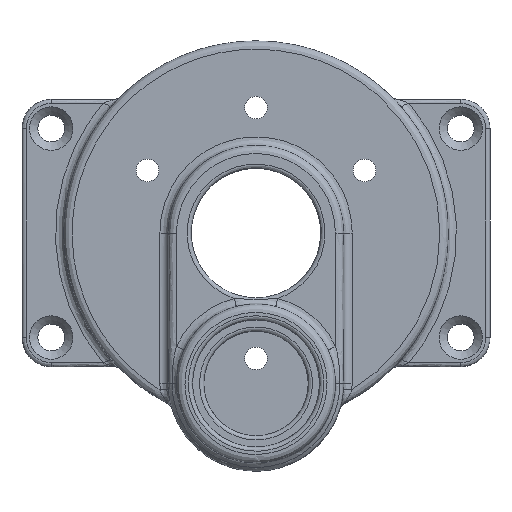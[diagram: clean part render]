
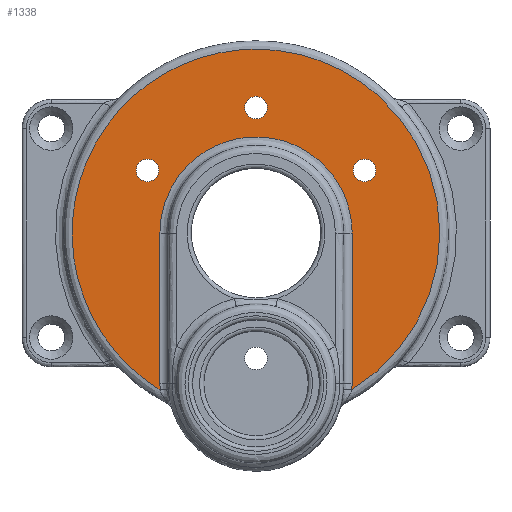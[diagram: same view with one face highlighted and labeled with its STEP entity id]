
A CAD part, left-side view. The second image highlights one B-rep face of the part: STEP entity #1338.
In plain terms, the highlighted planar face has unit normal (-1, 0, 0).
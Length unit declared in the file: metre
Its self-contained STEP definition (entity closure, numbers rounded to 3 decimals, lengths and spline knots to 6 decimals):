
#155=B_SPLINE_CURVE_WITH_KNOTS('',3,(#2157,#2158,#2159,#2160),
 .UNSPECIFIED.,.F.,.F.,(4,4),(0.,1.),.UNSPECIFIED.);
#156=B_SPLINE_CURVE_WITH_KNOTS('',3,(#2163,#2164,#2165,#2166),
 .UNSPECIFIED.,.F.,.F.,(4,4),(0.,0.999571),.UNSPECIFIED.);
#157=B_SPLINE_CURVE_WITH_KNOTS('',3,(#2168,#2169,#2170,#2171,#2172,#2173,
#2174,#2175,#2176,#2177,#2178,#2179,#2180,#2181,#2182,#2183,#2184,#2185,
#2186,#2187,#2188,#2189,#2190,#2191,#2192,#2193,#2194,#2195,#2196),
 .UNSPECIFIED.,.F.,.F.,(4,1,1,1,1,1,1,1,1,1,1,1,1,1,1,1,1,1,1,1,1,1,1,1,
1,1,4),(0.010508,0.041101,0.071694,0.102288,
0.132881,0.163474,0.194068,0.224661,
0.255254,0.285848,0.316441,0.377628,
0.438814,0.500001,0.561188,0.622374,
0.683561,0.714154,0.744748,0.775341,
0.805934,0.836528,0.867121,0.897714,
0.928308,0.958901,0.989494),.UNSPECIFIED.);
#158=B_SPLINE_CURVE_WITH_KNOTS('',3,(#2198,#2199,#2200,#2201),
 .UNSPECIFIED.,.F.,.F.,(4,4),(0.000438,1.),.UNSPECIFIED.);
#159=B_SPLINE_CURVE_WITH_KNOTS('',3,(#2203,#2204,#2205,#2206),
 .UNSPECIFIED.,.F.,.F.,(4,4),(0.,1.),.UNSPECIFIED.);
#160=B_SPLINE_CURVE_WITH_KNOTS('',3,(#2208,#2209,#2210,#2211,#2212,#2213,
#2214,#2215,#2216,#2217,#2218,#2219,#2220),.UNSPECIFIED.,.F.,.F.,(4,1,1,
1,1,1,1,1,1,1,4),(0.,0.0625,0.125,0.25,0.375,0.5,0.625,0.75,0.875,0.9375,
1.),.UNSPECIFIED.);
#337=ORIENTED_EDGE('',*,*,#729,.T.);
#338=ORIENTED_EDGE('',*,*,#728,.T.);
#339=ORIENTED_EDGE('',*,*,#727,.T.);
#340=ORIENTED_EDGE('',*,*,#730,.T.);
#341=ORIENTED_EDGE('',*,*,#731,.T.);
#342=ORIENTED_EDGE('',*,*,#732,.T.);
#343=ORIENTED_EDGE('',*,*,#733,.T.);
#344=ORIENTED_EDGE('',*,*,#734,.T.);
#345=ORIENTED_EDGE('',*,*,#735,.T.);
#727=EDGE_CURVE('',#926,#926,#1015,.T.);
#728=EDGE_CURVE('',#927,#927,#1016,.T.);
#729=EDGE_CURVE('',#928,#928,#1017,.T.);
#730=EDGE_CURVE('',#929,#930,#155,.T.);
#731=EDGE_CURVE('',#930,#931,#156,.T.);
#732=EDGE_CURVE('',#931,#932,#157,.T.);
#733=EDGE_CURVE('',#932,#933,#158,.T.);
#734=EDGE_CURVE('',#933,#934,#159,.T.);
#735=EDGE_CURVE('',#934,#929,#160,.T.);
#926=VERTEX_POINT('',#2149);
#927=VERTEX_POINT('',#2152);
#928=VERTEX_POINT('',#2155);
#929=VERTEX_POINT('',#2161);
#930=VERTEX_POINT('',#2162);
#931=VERTEX_POINT('',#2167);
#932=VERTEX_POINT('',#2197);
#933=VERTEX_POINT('',#2202);
#934=VERTEX_POINT('',#2207);
#1015=CIRCLE('',#1454,0.00135);
#1016=CIRCLE('',#1456,0.00135);
#1017=CIRCLE('',#1458,0.00135);
#1070=EDGE_LOOP('',(#337));
#1071=EDGE_LOOP('',(#338));
#1072=EDGE_LOOP('',(#339));
#1073=EDGE_LOOP('',(#340,#341,#342,#343,#344,#345));
#1202=FACE_BOUND('',#1070,.T.);
#1203=FACE_BOUND('',#1071,.T.);
#1204=FACE_BOUND('',#1072,.T.);
#1205=FACE_BOUND('',#1073,.T.);
#1311=PLANE('',#1459);
#1338=ADVANCED_FACE('',(#1202,#1203,#1204,#1205),#1311,.F.);
#1454=AXIS2_PLACEMENT_3D('',#2148,#1576,#1577);
#1456=AXIS2_PLACEMENT_3D('',#2151,#1580,#1581);
#1458=AXIS2_PLACEMENT_3D('',#2154,#1584,#1585);
#1459=AXIS2_PLACEMENT_3D('',#2156,#1586,#1587);
#1576=DIRECTION('',(1.,0.,0.));
#1577=DIRECTION('',(0.,0.,-1.));
#1580=DIRECTION('',(1.,0.,0.));
#1581=DIRECTION('',(0.,0.,-1.));
#1584=DIRECTION('',(1.,0.,0.));
#1585=DIRECTION('',(0.,0.,-1.));
#1586=DIRECTION('',(1.,0.,0.));
#1587=DIRECTION('',(0.,1.,0.));
#2148=CARTESIAN_POINT('',(-0.0466,0.,0.033));
#2149=CARTESIAN_POINT('',(-0.0466,0.,0.03165));
#2151=CARTESIAN_POINT('',(-0.0466,0.01299,0.0255));
#2152=CARTESIAN_POINT('',(-0.0466,0.01299,0.02415));
#2154=CARTESIAN_POINT('',(-0.0466,-0.01299,0.0255));
#2155=CARTESIAN_POINT('',(-0.0466,-0.01299,0.02415));
#2156=CARTESIAN_POINT('',(-0.0466,0.,0.01525));
#2157=CARTESIAN_POINT('',(-0.0466,-0.0115,0.018));
#2158=CARTESIAN_POINT('',(-0.0466,-0.0115,0.012));
#2159=CARTESIAN_POINT('',(-0.0466,-0.0115,0.006));
#2160=CARTESIAN_POINT('',(-0.0466,-0.0115,0.));
#2161=CARTESIAN_POINT('',(-0.0466,-0.0115,0.018));
#2162=CARTESIAN_POINT('',(-0.0466,-0.0115,0.));
#2163=CARTESIAN_POINT('',(-0.0466,-0.0115,0.));
#2164=CARTESIAN_POINT('',(-0.0466,-0.0115,-0.000257));
#2165=CARTESIAN_POINT('',(-0.0466,-0.011491,-0.000514));
#2166=CARTESIAN_POINT('',(-0.0466,-0.011474,-0.000771));
#2167=CARTESIAN_POINT('',(-0.0466,-0.011474,-0.000771));
#2168=CARTESIAN_POINT('',(-0.0466,-0.011474,-0.000771));
#2169=CARTESIAN_POINT('',(-0.0466,-0.012488,-0.000153));
#2170=CARTESIAN_POINT('',(-0.0466,-0.014397,0.001236));
#2171=CARTESIAN_POINT('',(-0.0466,-0.016936,0.003809));
#2172=CARTESIAN_POINT('',(-0.0466,-0.018988,0.006695));
#2173=CARTESIAN_POINT('',(-0.0466,-0.020573,0.009942));
#2174=CARTESIAN_POINT('',(-0.0466,-0.021601,0.013336));
#2175=CARTESIAN_POINT('',(-0.0466,-0.022068,0.016913));
#2176=CARTESIAN_POINT('',(-0.0466,-0.021961,0.020464));
#2177=CARTESIAN_POINT('',(-0.0466,-0.021265,0.023994));
#2178=CARTESIAN_POINT('',(-0.0466,-0.02003,0.027336));
#2179=CARTESIAN_POINT('',(-0.0466,-0.017661,0.031491));
#2180=CARTESIAN_POINT('',(-0.0466,-0.013517,0.035847));
#2181=CARTESIAN_POINT('',(-0.0466,-0.007129,0.039223));
#2182=CARTESIAN_POINT('',(-0.0466,0.,0.040388));
#2183=CARTESIAN_POINT('',(-0.0466,0.007129,0.039223));
#2184=CARTESIAN_POINT('',(-0.0466,0.013517,0.035847));
#2185=CARTESIAN_POINT('',(-0.0466,0.017661,0.03149));
#2186=CARTESIAN_POINT('',(-0.0466,0.02003,0.027337));
#2187=CARTESIAN_POINT('',(-0.0466,0.021265,0.023994));
#2188=CARTESIAN_POINT('',(-0.0466,0.021961,0.020465));
#2189=CARTESIAN_POINT('',(-0.0466,0.022068,0.016912));
#2190=CARTESIAN_POINT('',(-0.0466,0.021601,0.013336));
#2191=CARTESIAN_POINT('',(-0.0466,0.020573,0.009942));
#2192=CARTESIAN_POINT('',(-0.0466,0.018988,0.006696));
#2193=CARTESIAN_POINT('',(-0.0466,0.016936,0.003809));
#2194=CARTESIAN_POINT('',(-0.0466,0.014397,0.001236));
#2195=CARTESIAN_POINT('',(-0.0466,0.012489,-0.000153));
#2196=CARTESIAN_POINT('',(-0.0466,0.011474,-0.000771));
#2197=CARTESIAN_POINT('',(-0.0466,0.011474,-0.000771));
#2198=CARTESIAN_POINT('',(-0.0466,0.011474,-0.000771));
#2199=CARTESIAN_POINT('',(-0.0466,0.011491,-0.000514));
#2200=CARTESIAN_POINT('',(-0.0466,0.0115,-0.000257));
#2201=CARTESIAN_POINT('',(-0.0466,0.0115,0.));
#2202=CARTESIAN_POINT('',(-0.0466,0.0115,0.));
#2203=CARTESIAN_POINT('',(-0.0466,0.0115,0.));
#2204=CARTESIAN_POINT('',(-0.0466,0.0115,0.006));
#2205=CARTESIAN_POINT('',(-0.0466,0.0115,0.012));
#2206=CARTESIAN_POINT('',(-0.0466,0.0115,0.018));
#2207=CARTESIAN_POINT('',(-0.0466,0.0115,0.018));
#2208=CARTESIAN_POINT('',(-0.0466,0.0115,0.018));
#2209=CARTESIAN_POINT('',(-0.0466,0.0115,0.018762));
#2210=CARTESIAN_POINT('',(-0.0466,0.011355,0.020254));
#2211=CARTESIAN_POINT('',(-0.0466,0.010472,0.023156));
#2212=CARTESIAN_POINT('',(-0.0466,0.008344,0.026343));
#2213=CARTESIAN_POINT('',(-0.0466,0.004515,0.028901));
#2214=CARTESIAN_POINT('',(-0.0466,0.,0.029799));
#2215=CARTESIAN_POINT('',(-0.0466,-0.004515,0.028901));
#2216=CARTESIAN_POINT('',(-0.0466,-0.008344,0.026343));
#2217=CARTESIAN_POINT('',(-0.0466,-0.010472,0.023155));
#2218=CARTESIAN_POINT('',(-0.0466,-0.011355,0.020255));
#2219=CARTESIAN_POINT('',(-0.0466,-0.0115,0.018763));
#2220=CARTESIAN_POINT('',(-0.0466,-0.0115,0.018));
